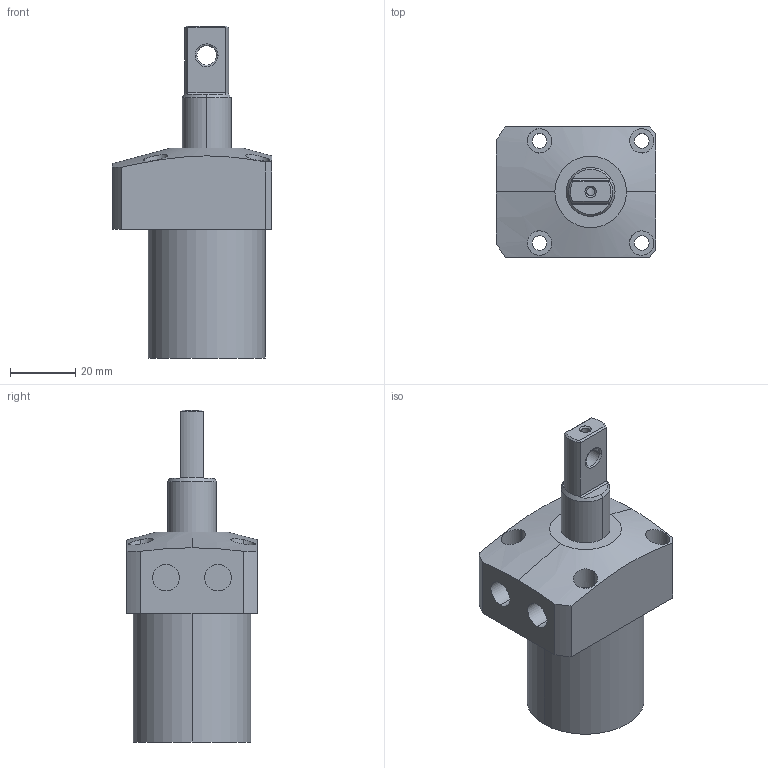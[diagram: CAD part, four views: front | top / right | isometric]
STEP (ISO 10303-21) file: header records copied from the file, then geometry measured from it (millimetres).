
FILE_DESCRIPTION (( 'STEP AP203' ), '1' );
FILE_NAME ('CHA-036Dx90.STEP', '2019-12-07T01:51:52', ( '' ), ( '' ), 'SwSTEP 2.0', 'SolidWorks 2017', '' );
FILE_SCHEMA (( 'CONFIG_CONTROL_DESIGN' ));
Length unit declared in the file: millimetre
Products named in the file (3): CHA-036D(双臂）活塞杆_1; CHA-036掛极; CHA-036Dx90
Assembly tree (2 placements, depth 2):
  CHA-036Dx90
    CHA-036掛极
    CHA-036D(双臂）活塞杆_1
Bounding box: 49 x 40 x 102 mm (x, y, z)
Volume: 79681.5 mm3; surface area: 24731.8 mm2
Topology: 2 solids, 3 shells, 81 faces, 186 edges, 120 vertices
Faces by surface type: cylinder 42, plane 27, cone 8, bspline 4
Entity records: 3109 total; most frequent: CARTESIAN_POINT 948, DIRECTION 400, ORIENTED_EDGE 372, EDGE_CURVE 186, AXIS2_PLACEMENT_3D 166, VERTEX_POINT 120, EDGE_LOOP 104, CIRCLE 84
